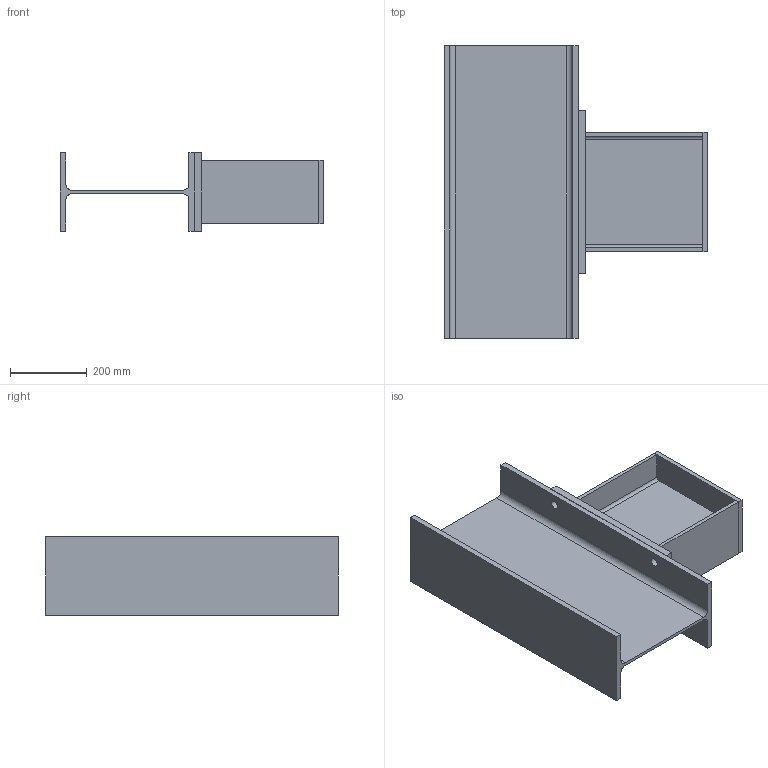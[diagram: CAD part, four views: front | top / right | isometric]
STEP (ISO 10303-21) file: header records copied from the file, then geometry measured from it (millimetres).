
FILE_DESCRIPTION (( 'STEP AP203' ), '1' );
FILE_NAME ('', '', ( '' ), ( '' ), '', '', '' );
FILE_SCHEMA (( 'CONFIG_CONTROL_DESIGN' ));
Length unit declared in the file: inch
Products named in the file (1): bracket
Bounding box: 686.82 x 762 x 203.96 mm (x, y, z)
Volume: 10699869.1 mm3; surface area: 1847401.9 mm2
Topology: 4 solids, 4 shells, 57 faces, 148 edges, 99 vertices
Faces by surface type: plane 41, cylinder 16
Full cylindrical faces by diameter (mm): 22.225 x8
Entity records: 1807 total; most frequent: CARTESIAN_POINT 297, DIRECTION 288, ORIENTED_EDGE 280, EDGE_CURVE 140, LINE 108, VECTOR 108, VERTEX_POINT 99, AXIS2_PLACEMENT_3D 90
